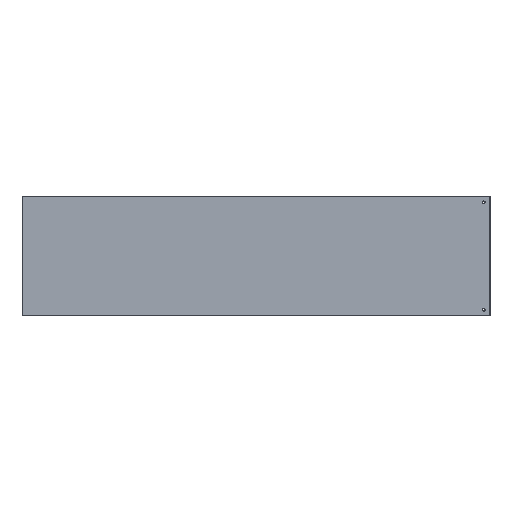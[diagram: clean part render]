
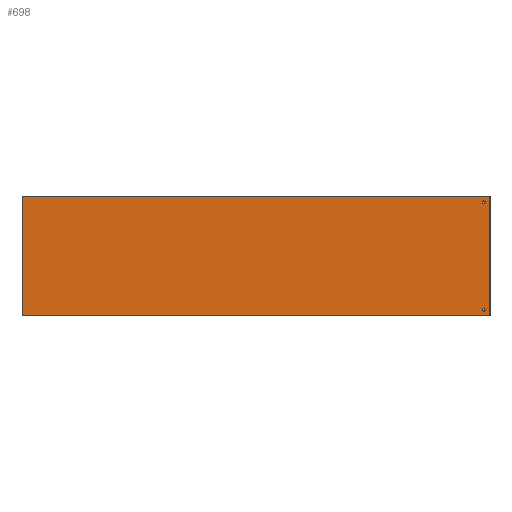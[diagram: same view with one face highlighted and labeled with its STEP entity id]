
A CAD part, top view. The second image highlights one B-rep face of the part: STEP entity #698.
In plain terms, the highlighted planar face has unit normal (0, 0, 1).
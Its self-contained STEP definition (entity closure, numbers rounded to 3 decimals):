
#14 = EDGE_CURVE ( 'NONE', #2453, #2454, #643, .T. ) ;
#16 = EDGE_CURVE ( 'NONE', #2457, #2458, #646, .T. ) ;
#111 = ORIENTED_EDGE ( 'NONE', *, *, #881, .T. ) ;
#112 = ORIENTED_EDGE ( 'NONE', *, *, #14, .T. ) ;
#378 = ORIENTED_EDGE ( 'NONE', *, *, #16, .T. ) ;
#379 = ORIENTED_EDGE ( 'NONE', *, *, #882, .T. ) ;
#410 = EDGE_LOOP ( 'NONE', ( #379, #378 ) ) ;
#411 = EDGE_LOOP ( 'NONE', ( #503, #504, #505, #506 ) ) ;
#413 = EDGE_LOOP ( 'NONE', ( #111, #112 ) ) ;
#503 = ORIENTED_EDGE ( 'NONE', *, *, #880, .F. ) ;
#504 = ORIENTED_EDGE ( 'NONE', *, *, #866, .F. ) ;
#505 = ORIENTED_EDGE ( 'NONE', *, *, #867, .F. ) ;
#506 = ORIENTED_EDGE ( 'NONE', *, *, #879, .F. ) ;
#643 = CIRCLE ( 'NONE', #1029, 4. ) ;
#646 = CIRCLE ( 'NONE', #1030, 4. ) ;
#651 = FACE_BOUND ( 'NONE', #413, .T. ) ;
#657 = FACE_BOUND ( 'NONE', #410, .T. ) ;
#659 = FACE_OUTER_BOUND ( 'NONE', #411, .T. ) ;
#698 = ADVANCED_FACE ( 'NONE', ( #651, #657, #659 ), #2657, .T. ) ;
#866 = EDGE_CURVE ( 'NONE', #2555, #2553, #1318, .T. ) ;
#867 = EDGE_CURVE ( 'NONE', #2556, #2555, #1314, .T. ) ;
#879 = EDGE_CURVE ( 'NONE', #2554, #2556, #1338, .T. ) ;
#880 = EDGE_CURVE ( 'NONE', #2553, #2554, #1336, .T. ) ;
#881 = EDGE_CURVE ( 'NONE', #2454, #2453, #1343, .T. ) ;
#882 = EDGE_CURVE ( 'NONE', #2458, #2457, #1345, .T. ) ;
#1029 = AXIS2_PLACEMENT_3D ( 'NONE', #2625, #2626, #2627 ) ;
#1030 = AXIS2_PLACEMENT_3D ( 'NONE', #2628, #2631, #2632 ) ;
#1037 = AXIS2_PLACEMENT_3D ( 'NONE', #2652, #2658, #2659 ) ;
#1314 = LINE ( 'NONE', #1899, #1320 ) ;
#1318 = LINE ( 'NONE', #1914, #1319 ) ;
#1319 = VECTOR ( 'NONE', #1915, 1000. ) ;
#1320 = VECTOR ( 'NONE', #1917, 1000. ) ;
#1336 = LINE ( 'NONE', #1936, #1340 ) ;
#1338 = LINE ( 'NONE', #1944, #1339 ) ;
#1339 = VECTOR ( 'NONE', #1945, 1000. ) ;
#1340 = VECTOR ( 'NONE', #1947, 1000. ) ;
#1343 = CIRCLE ( 'NONE', #1710, 4. ) ;
#1345 = CIRCLE ( 'NONE', #1706, 4. ) ;
#1706 = AXIS2_PLACEMENT_3D ( 'NONE', #1943, #1951, #1952 ) ;
#1710 = AXIS2_PLACEMENT_3D ( 'NONE', #1946, #1949, #1950 ) ;
#1899 = CARTESIAN_POINT ( 'NONE',  ( -747., 189.99, 1.5 ) ) ;
#1914 = CARTESIAN_POINT ( 'NONE',  ( 746.9, 189.99, 1.5 ) ) ;
#1915 = DIRECTION ( 'NONE',  ( 0., -1., 0. ) ) ;
#1917 = DIRECTION ( 'NONE',  ( 1., 0., 0. ) ) ;
#1936 = CARTESIAN_POINT ( 'NONE',  ( 747., -189.99, 1.5 ) ) ;
#1943 = CARTESIAN_POINT ( 'NONE',  ( 729., 172., 1.5 ) ) ;
#1944 = CARTESIAN_POINT ( 'NONE',  ( -746.9, -189.99, 1.5 ) ) ;
#1945 = DIRECTION ( 'NONE',  ( 0., 1., 0. ) ) ;
#1946 = CARTESIAN_POINT ( 'NONE',  ( 729., -172., 1.5 ) ) ;
#1947 = DIRECTION ( 'NONE',  ( -1., 0., 0. ) ) ;
#1949 = DIRECTION ( 'NONE',  ( 0., 0., -1. ) ) ;
#1950 = DIRECTION ( 'NONE',  ( 1., 0., 0. ) ) ;
#1951 = DIRECTION ( 'NONE',  ( 0., 0., -1. ) ) ;
#1952 = DIRECTION ( 'NONE',  ( 1., 0., 0. ) ) ;
#2267 = CARTESIAN_POINT ( 'NONE',  ( 733., -172., 1.5 ) ) ;
#2273 = CARTESIAN_POINT ( 'NONE',  ( 733., 172., 1.5 ) ) ;
#2274 = CARTESIAN_POINT ( 'NONE',  ( 725., -172., 1.5 ) ) ;
#2276 = CARTESIAN_POINT ( 'NONE',  ( 725., 172., 1.5 ) ) ;
#2370 = CARTESIAN_POINT ( 'NONE',  ( 746.9, -189.99, 1.5 ) ) ;
#2371 = CARTESIAN_POINT ( 'NONE',  ( -746.9, -189.99, 1.5 ) ) ;
#2372 = CARTESIAN_POINT ( 'NONE',  ( 746.9, 189.99, 1.5 ) ) ;
#2373 = CARTESIAN_POINT ( 'NONE',  ( -746.9, 189.99, 1.5 ) ) ;
#2453 = VERTEX_POINT ( 'NONE', #2267 ) ;
#2454 = VERTEX_POINT ( 'NONE', #2274 ) ;
#2457 = VERTEX_POINT ( 'NONE', #2273 ) ;
#2458 = VERTEX_POINT ( 'NONE', #2276 ) ;
#2553 = VERTEX_POINT ( 'NONE', #2370 ) ;
#2554 = VERTEX_POINT ( 'NONE', #2371 ) ;
#2555 = VERTEX_POINT ( 'NONE', #2372 ) ;
#2556 = VERTEX_POINT ( 'NONE', #2373 ) ;
#2625 = CARTESIAN_POINT ( 'NONE',  ( 729., -172., 1.5 ) ) ;
#2626 = DIRECTION ( 'NONE',  ( 0., 0., -1. ) ) ;
#2627 = DIRECTION ( 'NONE',  ( 1., 0., 0. ) ) ;
#2628 = CARTESIAN_POINT ( 'NONE',  ( 729., 172., 1.5 ) ) ;
#2631 = DIRECTION ( 'NONE',  ( 0., 0., -1. ) ) ;
#2632 = DIRECTION ( 'NONE',  ( 1., 0., 0. ) ) ;
#2652 = CARTESIAN_POINT ( 'NONE',  ( -747., -190., 1.5 ) ) ;
#2657 = PLANE ( 'NONE',  #1037 ) ;
#2658 = DIRECTION ( 'NONE',  ( 0., 0., 1. ) ) ;
#2659 = DIRECTION ( 'NONE',  ( 1., 0., 0. ) ) ;
